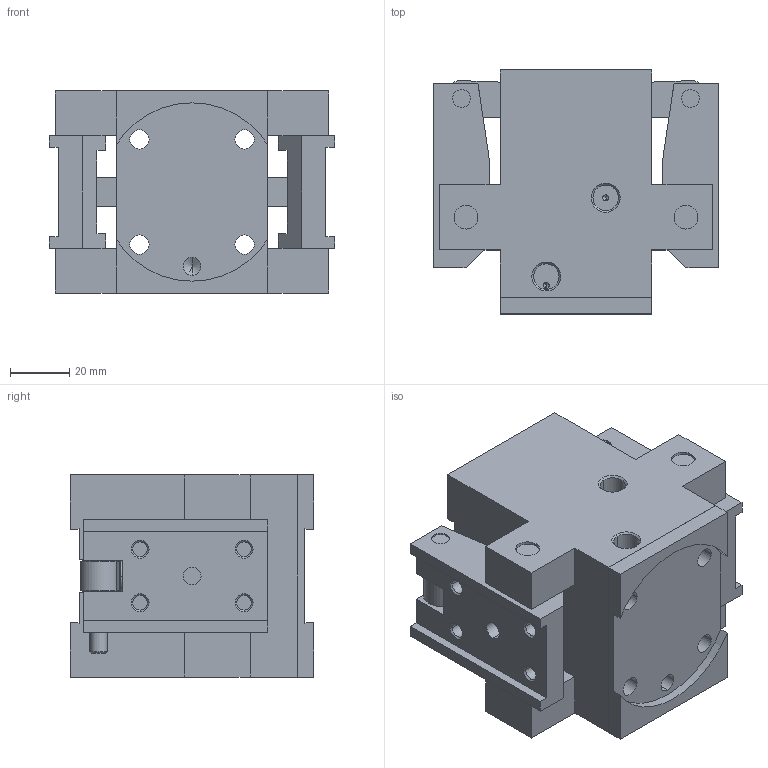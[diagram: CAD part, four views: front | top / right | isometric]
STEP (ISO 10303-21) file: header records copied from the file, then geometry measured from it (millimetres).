
FILE_DESCRIPTION( ( '' ), '1' );
FILE_NAME( '0g565_op605gib_0_2_14a.stp', '2010-10-25T15:50:24', ( '' ), ( '' ), ' ', ' ', ' ' );
FILE_SCHEMA( ( 'automotive_design' ) );
Length unit declared in the file: millimetre
Products named in the file (6): 1; 2; 3; 4; 5; 6
Bounding box: 96 x 82 x 68 mm (x, y, z)
Volume: 324941.7 mm3; surface area: 75504.7 mm2
Topology: 6 solids, 6 shells, 278 faces, 732 edges, 462 vertices
Faces by surface type: plane 114, cylinder 108, cone 56
Entity records: 17157 total; most frequent: CARTESIAN_POINT 1758, DIRECTION 1532, STYLED_ITEM 1466, PRESENTATION_STYLE_ASSIGNMENT 1466, COLOUR_RGB 1466, ORIENTED_EDGE 1440, EDGE_CURVE 720, CURVE_STYLE 720
